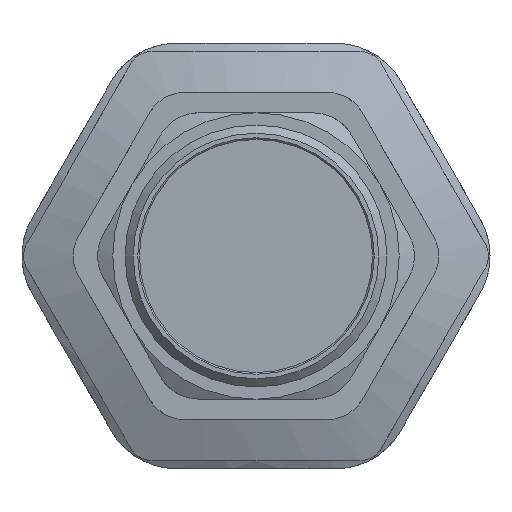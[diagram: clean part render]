
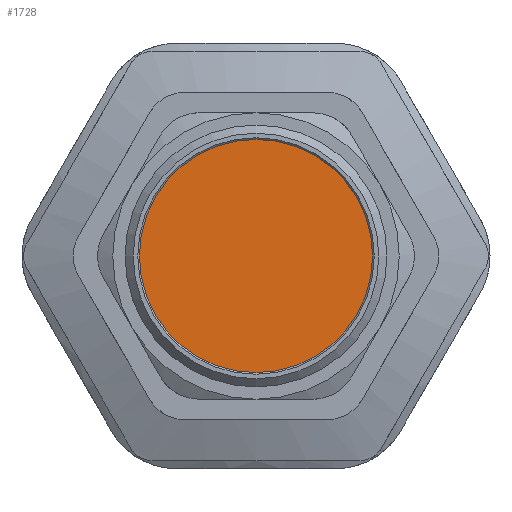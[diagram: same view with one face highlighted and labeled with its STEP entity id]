
A CAD part, front view. The second image highlights one B-rep face of the part: STEP entity #1728.
In plain terms, the highlighted planar face has unit normal (0, -1, 0).
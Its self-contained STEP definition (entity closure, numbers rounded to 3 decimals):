
#284=PLANE('',#1859);
#325=FACE_OUTER_BOUND('',#427,.T.);
#427=EDGE_LOOP('',(#1201));
#684=CIRCLE('',#1860,14.25);
#754=VERTEX_POINT('',#2833);
#931=EDGE_CURVE('',#754,#754,#684,.T.);
#1201=ORIENTED_EDGE('',*,*,#931,.F.);
#1728=ADVANCED_FACE('',(#325),#284,.T.);
#1859=AXIS2_PLACEMENT_3D('',#2832,#2031,#2032);
#1860=AXIS2_PLACEMENT_3D('',#2834,#2033,#2034);
#2031=DIRECTION('center_axis',(0.,-1.,0.));
#2032=DIRECTION('ref_axis',(0.,0.,-1.));
#2033=DIRECTION('center_axis',(0.,1.,0.));
#2034=DIRECTION('ref_axis',(-1.,0.,0.));
#2832=CARTESIAN_POINT('Origin',(1.533,-8.43,0.));
#2833=CARTESIAN_POINT('',(15.783,-8.43,0.));
#2834=CARTESIAN_POINT('Origin',(1.533,-8.43,0.));
